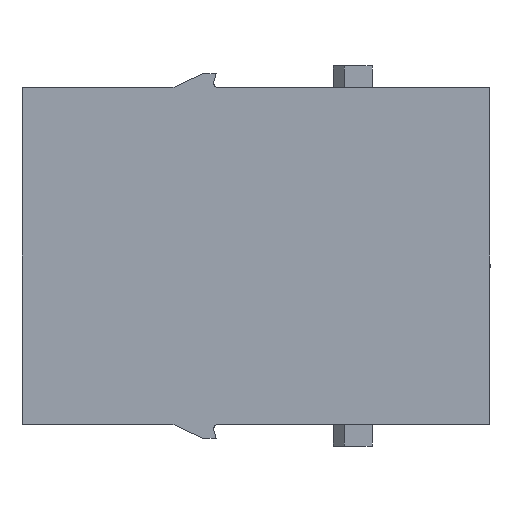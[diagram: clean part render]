
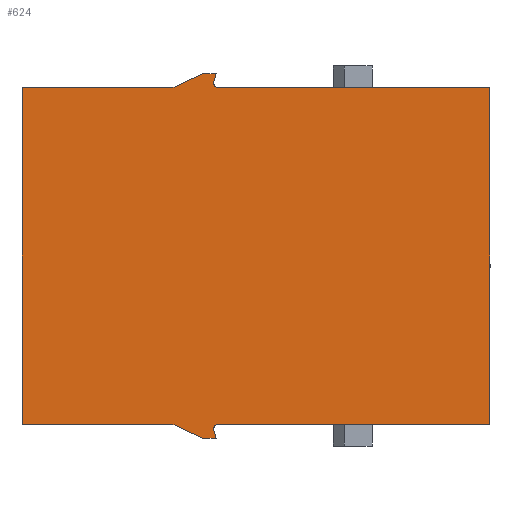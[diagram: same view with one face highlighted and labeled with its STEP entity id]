
A CAD part, left-side view. The second image highlights one B-rep face of the part: STEP entity #624.
In plain terms, the highlighted planar face has unit normal (-1, 0, 0).
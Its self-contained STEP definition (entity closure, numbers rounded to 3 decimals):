
#337=CIRCLE('',#5581,0.4);
#343=CIRCLE('',#5608,0.4);
#624=ADVANCED_FACE('',(#1088),#846,.T.);
#846=PLANE('',#5611);
#1088=FACE_OUTER_BOUND('',#1417,.T.);
#1417=EDGE_LOOP('',(#2675,#2676,#2677,#2678,#2679,#2680,#2681,#2682,#2683,
#2684,#2685,#2686,#2687,#2688));
#2675=ORIENTED_EDGE('',*,*,#4023,.T.);
#2676=ORIENTED_EDGE('',*,*,#4024,.T.);
#2677=ORIENTED_EDGE('',*,*,#4003,.T.);
#2678=ORIENTED_EDGE('',*,*,#3958,.T.);
#2679=ORIENTED_EDGE('',*,*,#3961,.T.);
#2680=ORIENTED_EDGE('',*,*,#3963,.T.);
#2681=ORIENTED_EDGE('',*,*,#3966,.T.);
#2682=ORIENTED_EDGE('',*,*,#4002,.T.);
#2683=ORIENTED_EDGE('',*,*,#4006,.T.);
#2684=ORIENTED_EDGE('',*,*,#4021,.T.);
#2685=ORIENTED_EDGE('',*,*,#4013,.T.);
#2686=ORIENTED_EDGE('',*,*,#4016,.T.);
#2687=ORIENTED_EDGE('',*,*,#4018,.T.);
#2688=ORIENTED_EDGE('',*,*,#4020,.T.);
#3286=VERTEX_POINT('',#8388);
#3287=VERTEX_POINT('',#8389);
#3288=VERTEX_POINT('',#8394);
#3289=VERTEX_POINT('',#8398);
#3290=VERTEX_POINT('',#8402);
#3315=VERTEX_POINT('',#8475);
#3316=VERTEX_POINT('',#8478);
#3317=VERTEX_POINT('',#8482);
#3323=VERTEX_POINT('',#8497);
#3324=VERTEX_POINT('',#8499);
#3325=VERTEX_POINT('',#8503);
#3326=VERTEX_POINT('',#8507);
#3327=VERTEX_POINT('',#8511);
#3328=VERTEX_POINT('',#8516);
#3958=EDGE_CURVE('',#3286,#3287,#337,.T.);
#3961=EDGE_CURVE('',#3287,#3288,#4555,.T.);
#3963=EDGE_CURVE('',#3288,#3289,#4557,.T.);
#3966=EDGE_CURVE('',#3289,#3290,#4560,.T.);
#4002=EDGE_CURVE('',#3290,#3315,#4592,.T.);
#4003=EDGE_CURVE('',#3316,#3286,#4593,.T.);
#4006=EDGE_CURVE('',#3315,#3317,#4596,.T.);
#4013=EDGE_CURVE('',#3324,#3323,#4602,.T.);
#4016=EDGE_CURVE('',#3323,#3325,#4605,.T.);
#4018=EDGE_CURVE('',#3325,#3326,#4607,.T.);
#4020=EDGE_CURVE('',#3326,#3327,#343,.T.);
#4021=EDGE_CURVE('',#3317,#3324,#4609,.T.);
#4023=EDGE_CURVE('',#3327,#3328,#4611,.T.);
#4024=EDGE_CURVE('',#3328,#3316,#4612,.T.);
#4555=LINE('',#8393,#5143);
#4557=LINE('',#8397,#5145);
#4560=LINE('',#8403,#5148);
#4592=LINE('',#8476,#5180);
#4593=LINE('',#8477,#5181);
#4596=LINE('',#8483,#5184);
#4602=LINE('',#8498,#5190);
#4605=LINE('',#8504,#5193);
#4607=LINE('',#8508,#5195);
#4609=LINE('',#8514,#5197);
#4611=LINE('',#8517,#5199);
#4612=LINE('',#8519,#5200);
#5143=VECTOR('',#6867,1.);
#5145=VECTOR('',#6871,1.);
#5148=VECTOR('',#6876,1.);
#5180=VECTOR('',#6940,1.);
#5181=VECTOR('',#6941,1.);
#5184=VECTOR('',#6946,1.);
#5190=VECTOR('',#6958,1.);
#5193=VECTOR('',#6963,1.);
#5195=VECTOR('',#6967,1.);
#5197=VECTOR('',#6975,1.);
#5199=VECTOR('',#6977,1.);
#5200=VECTOR('',#6980,1.);
#5581=AXIS2_PLACEMENT_3D('',#8387,#6861,#6862);
#5608=AXIS2_PLACEMENT_3D('',#8512,#6971,#6972);
#5611=AXIS2_PLACEMENT_3D('',#8520,#6981,#6982);
#6861=DIRECTION('',(1.,0.,0.));
#6862=DIRECTION('',(0.,0.,-1.));
#6867=DIRECTION('',(0.,-0.259,0.966));
#6871=DIRECTION('',(0.,1.,0.));
#6876=DIRECTION('',(0.,0.906,-0.423));
#6940=DIRECTION('',(0.,1.,0.));
#6941=DIRECTION('',(0.,1.,0.));
#6946=DIRECTION('',(0.,0.,-1.));
#6958=DIRECTION('',(0.,-0.906,-0.423));
#6963=DIRECTION('',(0.,-1.,0.));
#6967=DIRECTION('',(0.,0.259,0.966));
#6971=DIRECTION('',(1.,0.,0.));
#6972=DIRECTION('',(0.,0.966,-0.259));
#6975=DIRECTION('',(0.,-1.,0.));
#6977=DIRECTION('',(0.,-1.,0.));
#6980=DIRECTION('',(0.,0.,1.));
#6981=DIRECTION('',(-1.,0.,0.));
#6982=DIRECTION('',(0.,0.,1.));
#8387=CARTESIAN_POINT('',(-7.3,-1.15,15.5));
#8388=CARTESIAN_POINT('',(-7.3,-1.15,15.1));
#8389=CARTESIAN_POINT('',(-7.3,-0.764,15.604));
#8393=CARTESIAN_POINT('',(-7.3,-0.764,15.604));
#8394=CARTESIAN_POINT('',(-7.3,-0.964,16.35));
#8397=CARTESIAN_POINT('',(-7.3,-0.964,16.35));
#8398=CARTESIAN_POINT('',(-7.3,0.236,16.35));
#8402=CARTESIAN_POINT('',(-7.3,2.917,15.1));
#8403=CARTESIAN_POINT('',(-7.3,0.236,16.35));
#8475=CARTESIAN_POINT('',(-7.3,16.5,15.1));
#8476=CARTESIAN_POINT('',(-7.3,2.917,15.1));
#8477=CARTESIAN_POINT('',(-7.3,-25.6,15.1));
#8478=CARTESIAN_POINT('',(-7.3,-25.6,15.1));
#8482=CARTESIAN_POINT('',(-7.3,16.5,-15.2));
#8483=CARTESIAN_POINT('',(-7.3,16.5,15.1));
#8497=CARTESIAN_POINT('',(-7.3,0.236,-16.45));
#8498=CARTESIAN_POINT('',(-7.3,2.917,-15.2));
#8499=CARTESIAN_POINT('',(-7.3,2.917,-15.2));
#8503=CARTESIAN_POINT('',(-7.3,-0.964,-16.45));
#8504=CARTESIAN_POINT('',(-7.3,0.236,-16.45));
#8507=CARTESIAN_POINT('',(-7.3,-0.764,-15.704));
#8508=CARTESIAN_POINT('',(-7.3,-0.964,-16.45));
#8511=CARTESIAN_POINT('',(-7.3,-1.15,-15.2));
#8512=CARTESIAN_POINT('',(-7.3,-1.15,-15.6));
#8514=CARTESIAN_POINT('',(-7.3,16.5,-15.2));
#8516=CARTESIAN_POINT('',(-7.3,-25.6,-15.2));
#8517=CARTESIAN_POINT('',(-7.3,-1.15,-15.2));
#8519=CARTESIAN_POINT('',(-7.3,-25.6,-15.2));
#8520=CARTESIAN_POINT('',(-7.3,-25.7,-17.35));
